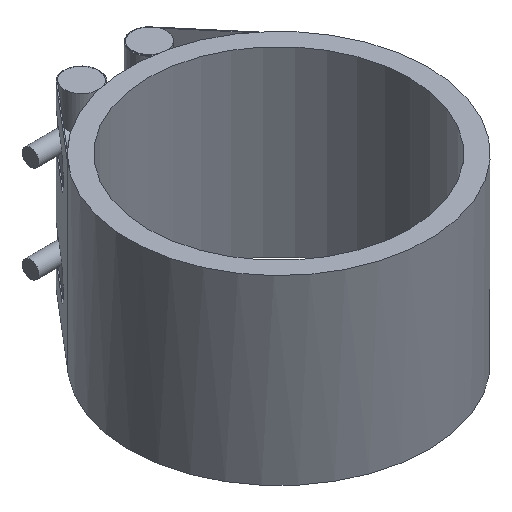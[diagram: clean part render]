
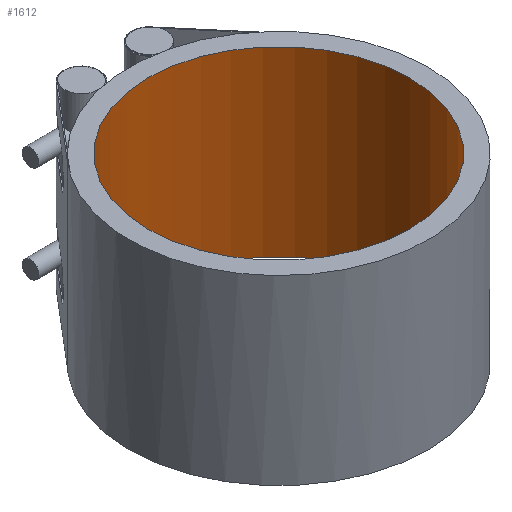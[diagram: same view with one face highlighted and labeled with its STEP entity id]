
A CAD part, isometric view. The second image highlights one B-rep face of the part: STEP entity #1612.
In plain terms, the highlighted cylindrical face has radius 77 mm (diameter 154 mm), a full revolution.
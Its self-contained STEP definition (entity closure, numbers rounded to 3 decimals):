
#366=CYLINDRICAL_SURFACE($,#1755,77.);
#427=FACE_BOUND($,#596,.T.);
#470=FACE_OUTER_BOUND($,#595,.T.);
#595=EDGE_LOOP($,(#1315));
#596=EDGE_LOOP($,(#1316));
#693=CIRCLE($,#1756,77.);
#694=CIRCLE($,#1757,77.);
#833=VERTEX_POINT($,#2859);
#834=VERTEX_POINT($,#2861);
#1009=EDGE_CURVE($,#833,#833,#693,.T.);
#1010=EDGE_CURVE($,#834,#834,#694,.T.);
#1315=ORIENTED_EDGE($,*,*,#1009,.F.);
#1316=ORIENTED_EDGE($,*,*,#1010,.F.);
#1612=ADVANCED_FACE($,(#470,#427),#366,.F.);
#1755=AXIS2_PLACEMENT_3D($,#2858,#2092,#2093);
#1756=AXIS2_PLACEMENT_3D($,#2860,#2094,#2095);
#1757=AXIS2_PLACEMENT_3D($,#2862,#2096,#2097);
#2092=DIRECTION('center_axis',(0.,0.,1.));
#2093=DIRECTION('ref_axis',(-1.,0.,0.));
#2094=DIRECTION('center_axis',(0.,0.,1.));
#2095=DIRECTION('ref_axis',(-1.,0.,0.));
#2096=DIRECTION('center_axis',(0.,0.,-1.));
#2097=DIRECTION('ref_axis',(-1.,0.,0.));
#2858=CARTESIAN_POINT('Origin',(0.,0.,0.));
#2859=CARTESIAN_POINT('',(77.,0.,-53.5));
#2860=CARTESIAN_POINT('Origin',(0.,0.,-53.5));
#2861=CARTESIAN_POINT('',(77.,0.,53.5));
#2862=CARTESIAN_POINT('Origin',(0.,0.,53.5));
